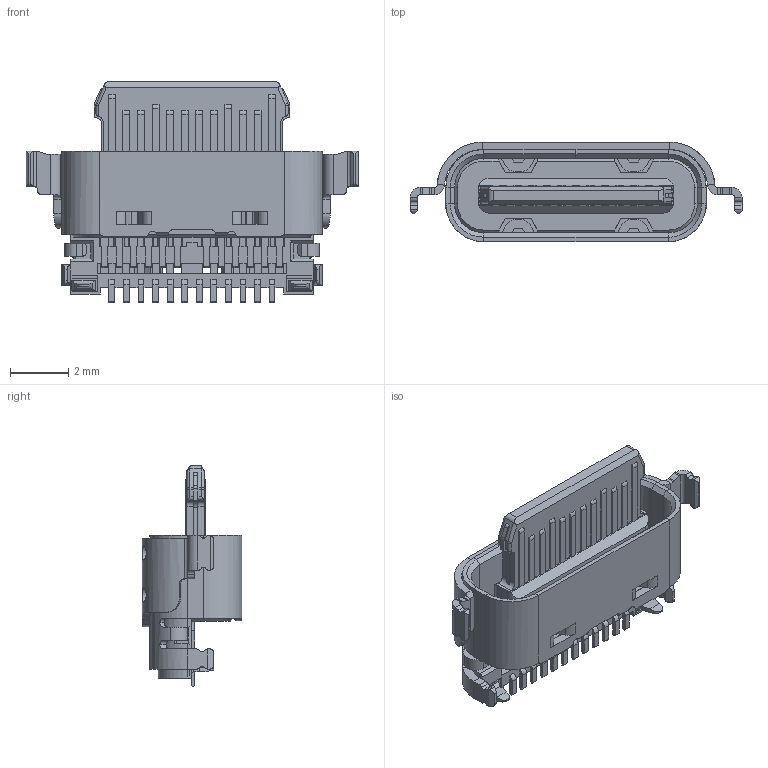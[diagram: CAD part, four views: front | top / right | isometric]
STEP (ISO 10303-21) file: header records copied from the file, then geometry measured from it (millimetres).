
FILE_DESCRIPTION (( 'STEP AP203' ), '1' );
FILE_NAME ('UC22-0B0002R1.STEP', '2021-07-16T04:17:01', ( '' ), ( '' ), 'SwSTEP 2.0', 'SolidWorks 2019', '' );
FILE_SCHEMA (( 'CONFIG_CONTROL_DESIGN' ));
Length unit declared in the file: millimetre
Products named in the file (1): UC22-0B0002R1
Bounding box: 11.4 x 3.41 x 7.59 mm (x, y, z)
Volume: 84.1 mm3; surface area: 398.6 mm2
Topology: 2 solids, 2 shells, 1143 faces, 3090 edges, 1949 vertices
Faces by surface type: plane 819, cylinder 269, cone 37, bspline 14, torus 4
Entity records: 36572 total; most frequent: CARTESIAN_POINT 7923, ORIENTED_EDGE 6180, DIRECTION 5679, EDGE_CURVE 3090, LINE 2329, VECTOR 2329, VERTEX_POINT 1949, AXIS2_PLACEMENT_3D 1675
